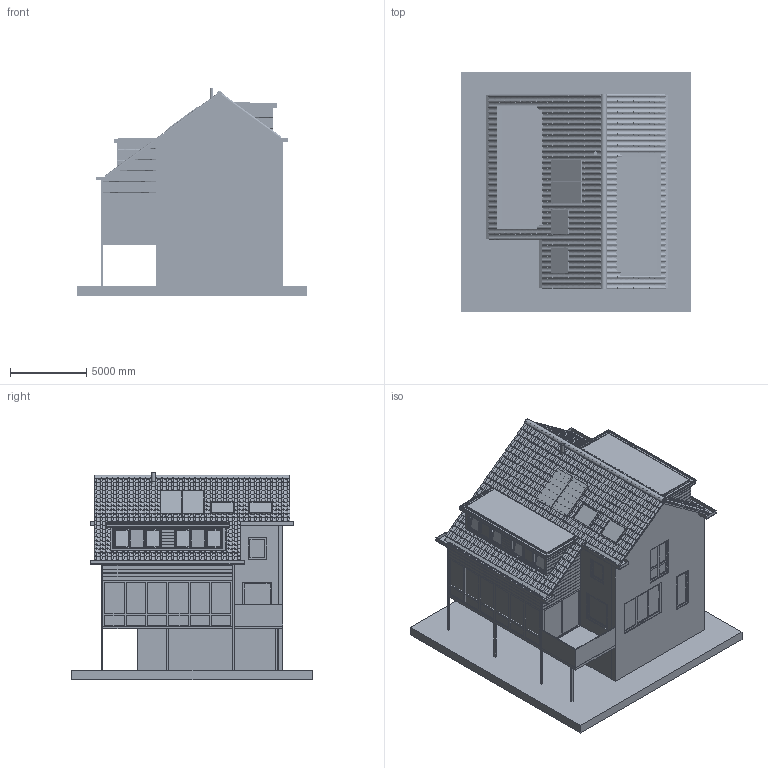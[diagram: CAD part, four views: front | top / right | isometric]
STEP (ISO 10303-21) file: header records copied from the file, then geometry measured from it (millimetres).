
FILE_DESCRIPTION(('FreeCAD Model'),'2;1');
FILE_NAME('Open CASCADE Shape Model','2025-04-30T19:44:13',('FreeCAD'),( 'FreeCAD'),'Open CASCADE STEP processor 7.6','FreeCAD','Unknown');
FILE_SCHEMA(('AUTOMOTIVE_DESIGN { 1 0 10303 214 1 1 1 1 }'));
Products named in the file (1): Open CASCADE STEP translator 7.6 1
Bounding box: 15004.52 x 15756.43 x 13562.3 mm (x, y, z)
Volume: 392095989771.7 mm3; surface area: 3694897768.2 mm2
Topology: 339 solids, 340 shells, 6537 faces, 17102 edges, 11218 vertices
Faces by surface type: bspline 6537
Entity records: 204715 total; most frequent: CARTESIAN_POINT 105993, ORIENTED_EDGE 34164, EDGE_CURVE 17082, B_SPLINE_CURVE_WITH_KNOTS 11361, VERTEX_POINT 11218, FACE_BOUND 6816, EDGE_LOOP 6816, ADVANCED_FACE 6537
